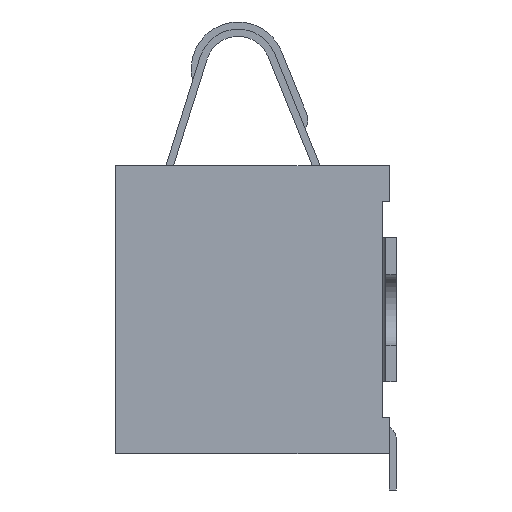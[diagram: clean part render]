
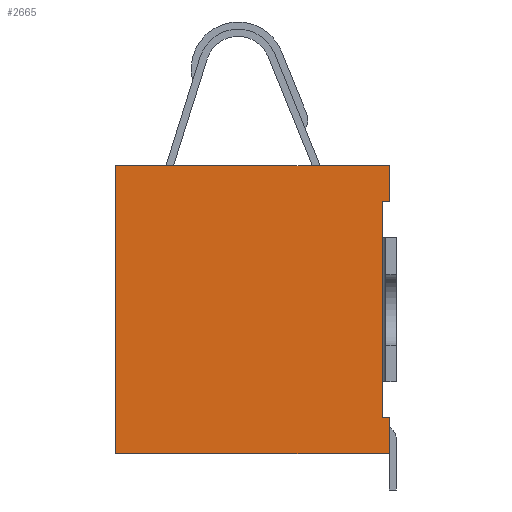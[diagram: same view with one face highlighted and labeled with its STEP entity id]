
A CAD part, left-side view. The second image highlights one B-rep face of the part: STEP entity #2665.
In plain terms, the highlighted planar face has unit normal (-1, 0, 0).
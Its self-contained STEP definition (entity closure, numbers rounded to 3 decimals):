
#197=ORIENTED_EDGE('',*,*,#763,.T.);
#198=ORIENTED_EDGE('',*,*,#725,.F.);
#199=ORIENTED_EDGE('',*,*,#719,.F.);
#200=ORIENTED_EDGE('',*,*,#764,.F.);
#201=ORIENTED_EDGE('',*,*,#756,.F.);
#202=ORIENTED_EDGE('',*,*,#748,.F.);
#203=ORIENTED_EDGE('',*,*,#765,.F.);
#204=ORIENTED_EDGE('',*,*,#766,.T.);
#719=EDGE_CURVE('',#1007,#1008,#1195,.T.);
#725=EDGE_CURVE('',#1008,#1010,#1201,.T.);
#748=EDGE_CURVE('',#1033,#1034,#1224,.T.);
#756=EDGE_CURVE('',#1034,#1039,#1232,.T.);
#763=EDGE_CURVE('',#1043,#1010,#1239,.T.);
#764=EDGE_CURVE('',#1039,#1007,#1240,.T.);
#765=EDGE_CURVE('',#1044,#1033,#1241,.T.);
#766=EDGE_CURVE('',#1044,#1043,#1242,.T.);
#1007=VERTEX_POINT('',#3557);
#1008=VERTEX_POINT('',#3559);
#1010=VERTEX_POINT('',#3564);
#1033=VERTEX_POINT('',#3618);
#1034=VERTEX_POINT('',#3620);
#1039=VERTEX_POINT('',#3634);
#1043=VERTEX_POINT('',#3647);
#1044=VERTEX_POINT('',#3650);
#1195=LINE('',#3558,#1435);
#1201=LINE('',#3570,#1441);
#1224=LINE('',#3619,#1464);
#1232=LINE('',#3633,#1472);
#1239=LINE('',#3646,#1479);
#1240=LINE('',#3648,#1480);
#1241=LINE('',#3649,#1481);
#1242=LINE('',#3651,#1482);
#1435=VECTOR('',#2977,1000.);
#1441=VECTOR('',#2985,1000.);
#1464=VECTOR('',#3018,1000.);
#1472=VECTOR('',#3028,1000.);
#1479=VECTOR('',#3039,1000.);
#1480=VECTOR('',#3040,1000.);
#1481=VECTOR('',#3041,1000.);
#1482=VECTOR('',#3042,1000.);
#1648=EDGE_LOOP('',(#197,#198,#199,#200,#201,#202,#203,#204));
#1762=FACE_BOUND('',#1648,.T.);
#1870=PLANE('',#2776);
#2665=ADVANCED_FACE('',(#1762),#1870,.F.);
#2776=AXIS2_PLACEMENT_3D('',#3645,#3037,#3038);
#2977=DIRECTION('',(0.,-1.,0.));
#2985=DIRECTION('',(0.,0.,-1.));
#3018=DIRECTION('',(0.,0.,-1.));
#3028=DIRECTION('',(0.,1.,0.));
#3037=DIRECTION('',(1.,0.,0.));
#3038=DIRECTION('',(0.,0.,-1.));
#3039=DIRECTION('',(0.,-1.,0.));
#3040=DIRECTION('',(0.,0.,1.));
#3041=DIRECTION('',(0.,-1.,0.));
#3042=DIRECTION('',(0.,0.,1.));
#3557=CARTESIAN_POINT('',(-3.25,3.8,2.));
#3558=CARTESIAN_POINT('',(-3.25,3.8,2.));
#3559=CARTESIAN_POINT('',(-3.25,0.,2.));
#3564=CARTESIAN_POINT('',(-3.25,0.,1.5));
#3570=CARTESIAN_POINT('',(-3.25,0.,2.));
#3618=CARTESIAN_POINT('',(-3.25,0.,-1.5));
#3619=CARTESIAN_POINT('',(-3.25,0.,2.));
#3620=CARTESIAN_POINT('',(-3.25,0.,-2.));
#3633=CARTESIAN_POINT('',(-3.25,0.,-2.));
#3634=CARTESIAN_POINT('',(-3.25,3.8,-2.));
#3645=CARTESIAN_POINT('',(-3.25,0.,0.));
#3646=CARTESIAN_POINT('',(-3.25,0.1,1.5));
#3647=CARTESIAN_POINT('',(-3.25,0.1,1.5));
#3648=CARTESIAN_POINT('',(-3.25,3.8,-2.));
#3649=CARTESIAN_POINT('',(-3.25,0.1,-1.5));
#3650=CARTESIAN_POINT('',(-3.25,0.1,-1.5));
#3651=CARTESIAN_POINT('',(-3.25,0.1,-1.5));
